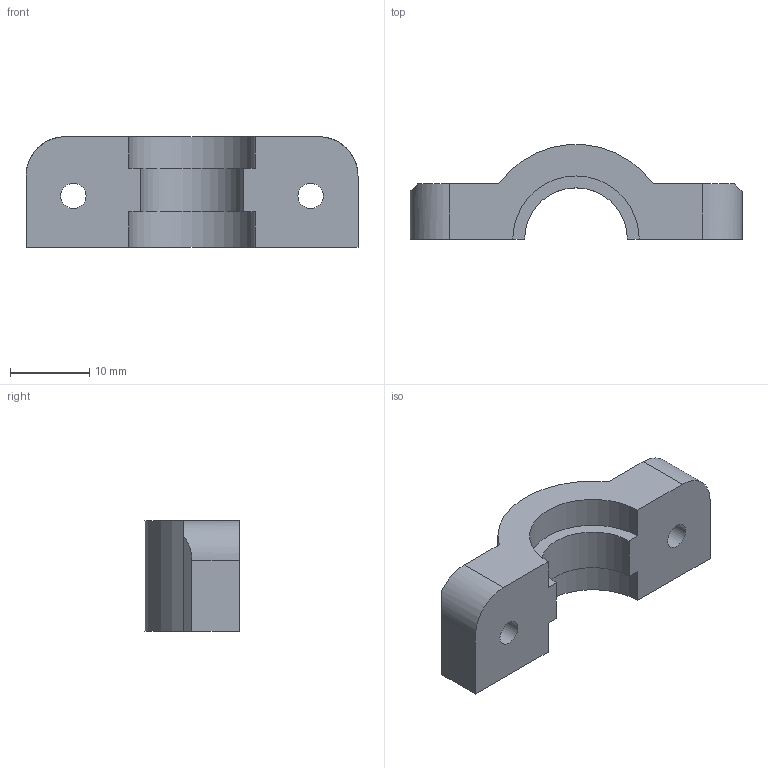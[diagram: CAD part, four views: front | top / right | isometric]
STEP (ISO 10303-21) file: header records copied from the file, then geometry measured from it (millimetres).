
FILE_DESCRIPTION(('FreeCAD Model'),'2;1');
FILE_NAME('hotend-holder-collar-x1.step', '2019-07-13T18:05:28',('Author'),(''), 'Open CASCADE STEP processor 6.8','FreeCAD','Unknown');
FILE_SCHEMA(('AUTOMOTIVE_DESIGN_CC2 { 1 2 10303 214 -1 1 5 4 }'));
Length unit declared in the file: millimetre
Products named in the file (2): ASSEMBLY; hotend-bowden-collar
Assembly tree (1 placements, depth 2):
  ASSEMBLY
    hotend-bowden-collar
Bounding box: 42 x 11.96 x 14 mm (x, y, z)
Volume: 3654 mm3; surface area: 2170.8 mm2
Topology: 1 solids, 1 shells, 20 faces, 54 edges, 36 vertices
Faces by surface type: plane 12, cylinder 8
Full cylindrical faces by diameter (mm): 3.2 x2
Entity records: 1388 total; most frequent: CARTESIAN_POINT 272, DIRECTION 201, ORIENTED_EDGE 108, PCURVE 108, DEFINITIONAL_REPRESENTATION 108, LINE 106, VECTOR 106, EDGE_CURVE 54
